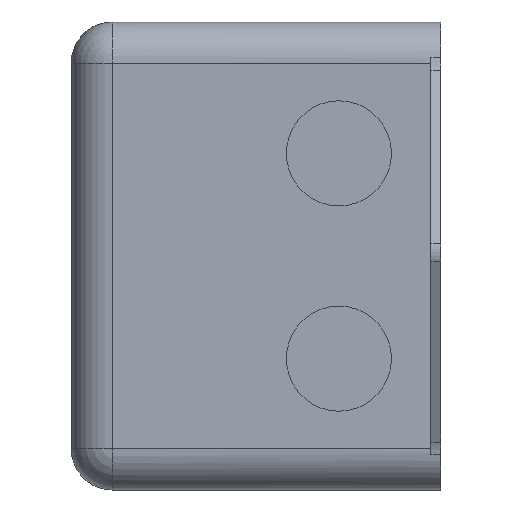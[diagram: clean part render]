
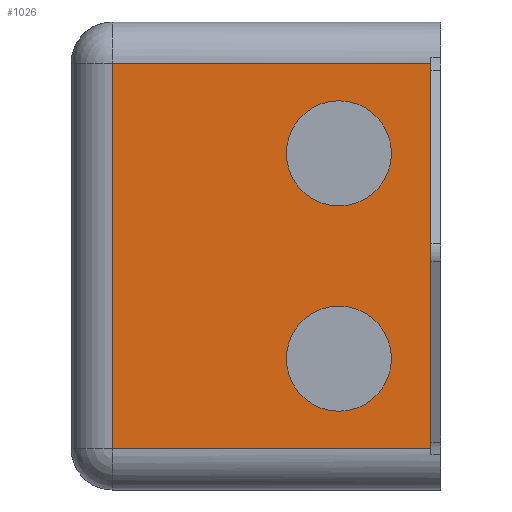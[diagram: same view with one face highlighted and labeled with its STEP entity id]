
A CAD part, left-side view. The second image highlights one B-rep face of the part: STEP entity #1026.
In plain terms, the highlighted planar face has unit normal (-1, 0, 0).
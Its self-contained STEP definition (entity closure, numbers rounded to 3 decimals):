
#4 = DIRECTION ( 'NONE',  ( 0., 1., 0. ) ) ;
#26 = CIRCLE ( 'NONE', #356, 6.4 ) ;
#32 = DIRECTION ( 'NONE',  ( 0., 0., 1. ) ) ;
#35 = CARTESIAN_POINT ( 'NONE',  ( -46., 1.2, 23.5 ) ) ;
#45 = CARTESIAN_POINT ( 'NONE',  ( -46., 1.2, 23.5 ) ) ;
#87 = CARTESIAN_POINT ( 'NONE',  ( -46., 1.2, -23.5 ) ) ;
#96 = CARTESIAN_POINT ( 'NONE',  ( -46., 12.4, 12.5 ) ) ;
#107 = LINE ( 'NONE', #727, #142 ) ;
#142 = VECTOR ( 'NONE', #143, 1000. ) ;
#143 = DIRECTION ( 'NONE',  ( 0., 0., 1. ) ) ;
#208 = CARTESIAN_POINT ( 'NONE',  ( -46., 12.4, 6.1 ) ) ;
#210 = CIRCLE ( 'NONE', #1526, 6.4 ) ;
#272 = VERTEX_POINT ( 'NONE', #45 ) ;
#274 = EDGE_LOOP ( 'NONE', ( #1507, #832 ) ) ;
#322 = VERTEX_POINT ( 'NONE', #1489 ) ;
#333 = VERTEX_POINT ( 'NONE', #1371 ) ;
#336 = CARTESIAN_POINT ( 'NONE',  ( -46., 40., -23.5 ) ) ;
#351 = CARTESIAN_POINT ( 'NONE',  ( -46., 40., -23.5 ) ) ;
#356 = AXIS2_PLACEMENT_3D ( 'NONE', #899, #1456, #1142 ) ;
#431 = CARTESIAN_POINT ( 'NONE',  ( -46., 12.4, -18.9 ) ) ;
#437 = CARTESIAN_POINT ( 'NONE',  ( -46., 40., 23.5 ) ) ;
#439 = EDGE_CURVE ( 'NONE', #1506, #333, #210, .T. ) ;
#470 = CARTESIAN_POINT ( 'NONE',  ( -46., 12.4, -12.5 ) ) ;
#489 = DIRECTION ( 'NONE',  ( -1., 0., 0. ) ) ;
#541 = EDGE_CURVE ( 'NONE', #1092, #272, #107, .T. ) ;
#583 = VECTOR ( 'NONE', #4, 1000. ) ;
#585 = LINE ( 'NONE', #35, #583 ) ;
#610 = PLANE ( 'NONE',  #754 ) ;
#674 = DIRECTION ( 'NONE',  ( 0., 0., 1. ) ) ;
#686 = EDGE_CURVE ( 'NONE', #333, #1506, #1497, .T. ) ;
#709 = EDGE_LOOP ( 'NONE', ( #815, #811, #795, #789 ) ) ;
#710 = FACE_BOUND ( 'NONE', #274, .T. ) ;
#727 = CARTESIAN_POINT ( 'NONE',  ( -46., 1.2, -23.5 ) ) ;
#738 = FACE_BOUND ( 'NONE', #1122, .T. ) ;
#749 = FACE_OUTER_BOUND ( 'NONE', #709, .T. ) ;
#754 = AXIS2_PLACEMENT_3D ( 'NONE', #777, #817, #674 ) ;
#756 = EDGE_CURVE ( 'NONE', #1056, #1201, #1420, .T. ) ;
#777 = CARTESIAN_POINT ( 'NONE',  ( -46., 1.2, -23.5 ) ) ;
#780 = DIRECTION ( 'NONE',  ( 0., 1., 0. ) ) ;
#789 = ORIENTED_EDGE ( 'NONE', *, *, #541, .T. ) ;
#795 = ORIENTED_EDGE ( 'NONE', *, *, #959, .F. ) ;
#796 = VERTEX_POINT ( 'NONE', #431 ) ;
#811 = ORIENTED_EDGE ( 'NONE', *, *, #756, .T. ) ;
#815 = ORIENTED_EDGE ( 'NONE', *, *, #1101, .T. ) ;
#817 = DIRECTION ( 'NONE',  ( -1., 0., 0. ) ) ;
#832 = ORIENTED_EDGE ( 'NONE', *, *, #686, .F. ) ;
#851 = ORIENTED_EDGE ( 'NONE', *, *, #897, .F. ) ;
#863 = ORIENTED_EDGE ( 'NONE', *, *, #1405, .F. ) ;
#897 = EDGE_CURVE ( 'NONE', #322, #796, #992, .T. ) ;
#899 = CARTESIAN_POINT ( 'NONE',  ( -46., 12.4, -12.5 ) ) ;
#908 = LINE ( 'NONE', #1409, #951 ) ;
#951 = VECTOR ( 'NONE', #780, 1000. ) ;
#956 = AXIS2_PLACEMENT_3D ( 'NONE', #470, #489, #32 ) ;
#959 = EDGE_CURVE ( 'NONE', #1092, #1201, #908, .T. ) ;
#969 = DIRECTION ( 'NONE',  ( -1., 0., 0. ) ) ;
#992 = CIRCLE ( 'NONE', #956, 6.4 ) ;
#1026 = ADVANCED_FACE ( 'NONE', ( #738, #710, #749 ), #610, .T. ) ;
#1056 = VERTEX_POINT ( 'NONE', #437 ) ;
#1092 = VERTEX_POINT ( 'NONE', #87 ) ;
#1101 = EDGE_CURVE ( 'NONE', #272, #1056, #585, .T. ) ;
#1122 = EDGE_LOOP ( 'NONE', ( #863, #851 ) ) ;
#1142 = DIRECTION ( 'NONE',  ( 0., 0., 1. ) ) ;
#1197 = DIRECTION ( 'NONE',  ( 0., 0., 1. ) ) ;
#1201 = VERTEX_POINT ( 'NONE', #336 ) ;
#1218 = AXIS2_PLACEMENT_3D ( 'NONE', #1393, #969, #1284 ) ;
#1284 = DIRECTION ( 'NONE',  ( 0., 0., 1. ) ) ;
#1298 = VECTOR ( 'NONE', #1474, 1000. ) ;
#1371 = CARTESIAN_POINT ( 'NONE',  ( -46., 12.4, 18.9 ) ) ;
#1393 = CARTESIAN_POINT ( 'NONE',  ( -46., 12.4, 12.5 ) ) ;
#1405 = EDGE_CURVE ( 'NONE', #796, #322, #26, .T. ) ;
#1409 = CARTESIAN_POINT ( 'NONE',  ( -46., 1.2, -23.5 ) ) ;
#1420 = LINE ( 'NONE', #351, #1298 ) ;
#1456 = DIRECTION ( 'NONE',  ( -1., 0., 0. ) ) ;
#1474 = DIRECTION ( 'NONE',  ( 0., 0., -1. ) ) ;
#1489 = CARTESIAN_POINT ( 'NONE',  ( -46., 12.4, -6.1 ) ) ;
#1497 = CIRCLE ( 'NONE', #1218, 6.4 ) ;
#1506 = VERTEX_POINT ( 'NONE', #208 ) ;
#1507 = ORIENTED_EDGE ( 'NONE', *, *, #439, .F. ) ;
#1526 = AXIS2_PLACEMENT_3D ( 'NONE', #96, #1532, #1197 ) ;
#1532 = DIRECTION ( 'NONE',  ( -1., 0., 0. ) ) ;
